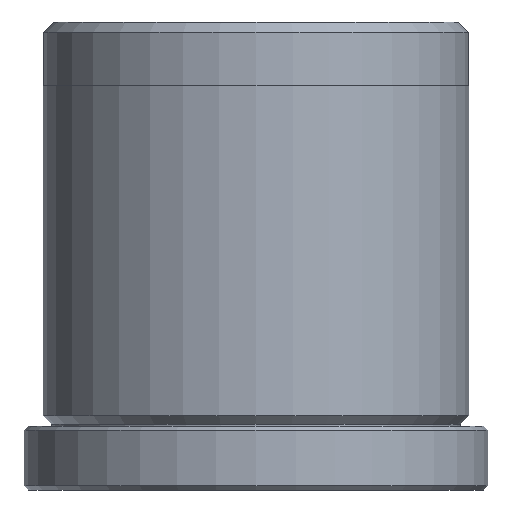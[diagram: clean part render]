
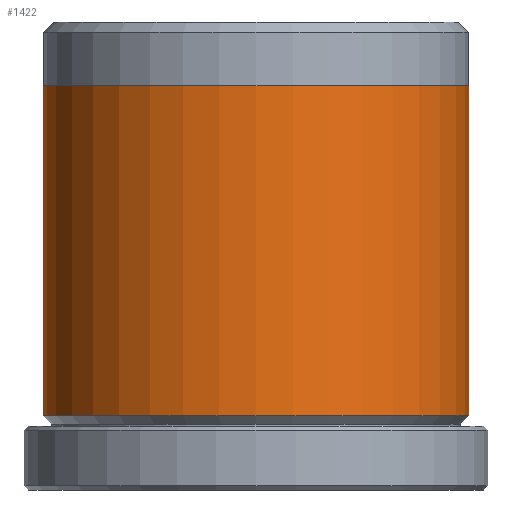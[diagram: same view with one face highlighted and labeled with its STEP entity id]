
A CAD part, front view. The second image highlights one B-rep face of the part: STEP entity #1422.
In plain terms, the highlighted cylindrical face has radius 10 mm (diameter 20 mm), a partial arc.
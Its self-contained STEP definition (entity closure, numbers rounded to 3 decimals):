
#2 = EDGE_CURVE ( 'NONE', #2191, #920, #412, .T. ) ;
#167 = AXIS2_PLACEMENT_3D ( 'NONE', #2424, #2049, #744 ) ;
#185 = VERTEX_POINT ( 'NONE', #1781 ) ;
#219 = DIRECTION ( 'NONE',  ( 0., 0., -1. ) ) ;
#355 = DIRECTION ( 'NONE',  ( 0., 0., -1. ) ) ;
#409 = CARTESIAN_POINT ( 'NONE',  ( 10., 0., 3.5 ) ) ;
#412 = LINE ( 'NONE', #1556, #2507 ) ;
#416 = DIRECTION ( 'NONE',  ( 0., 0., -1. ) ) ;
#432 = EDGE_LOOP ( 'NONE', ( #2423, #2290, #666, #1128 ) ) ;
#597 = EDGE_CURVE ( 'NONE', #185, #2191, #1794, .T. ) ;
#666 = ORIENTED_EDGE ( 'NONE', *, *, #1876, .T. ) ;
#718 = CIRCLE ( 'NONE', #1862, 10. ) ;
#744 = DIRECTION ( 'NONE',  ( 1., 0., 0. ) ) ;
#920 = VERTEX_POINT ( 'NONE', #409 ) ;
#948 = CARTESIAN_POINT ( 'NONE',  ( -10., 0., 3.5 ) ) ;
#985 = DIRECTION ( 'NONE',  ( -1., 0., 0. ) ) ;
#1078 = DIRECTION ( 'NONE',  ( 0., 0., -1. ) ) ;
#1128 = ORIENTED_EDGE ( 'NONE', *, *, #2100, .F. ) ;
#1135 = CARTESIAN_POINT ( 'NONE',  ( 0., 0., 22. ) ) ;
#1168 = AXIS2_PLACEMENT_3D ( 'NONE', #1135, #1078, #1512 ) ;
#1216 = CARTESIAN_POINT ( 'NONE',  ( 0., 0., 3.5 ) ) ;
#1290 = CYLINDRICAL_SURFACE ( 'NONE', #1168, 10. ) ;
#1422 = ADVANCED_FACE ( 'NONE', ( #2390 ), #1290, .T. ) ;
#1425 = VERTEX_POINT ( 'NONE', #948 ) ;
#1512 = DIRECTION ( 'NONE',  ( -1., 0., 0. ) ) ;
#1556 = CARTESIAN_POINT ( 'NONE',  ( 10., 0., 22. ) ) ;
#1714 = LINE ( 'NONE', #2583, #2387 ) ;
#1781 = CARTESIAN_POINT ( 'NONE',  ( -10., 0., 19. ) ) ;
#1794 = CIRCLE ( 'NONE', #167, 10. ) ;
#1842 = CARTESIAN_POINT ( 'NONE',  ( 10., 0., 19. ) ) ;
#1862 = AXIS2_PLACEMENT_3D ( 'NONE', #1216, #416, #985 ) ;
#1876 = EDGE_CURVE ( 'NONE', #185, #1425, #1714, .T. ) ;
#2049 = DIRECTION ( 'NONE',  ( 0., 0., 1. ) ) ;
#2100 = EDGE_CURVE ( 'NONE', #920, #1425, #718, .T. ) ;
#2191 = VERTEX_POINT ( 'NONE', #1842 ) ;
#2290 = ORIENTED_EDGE ( 'NONE', *, *, #597, .F. ) ;
#2387 = VECTOR ( 'NONE', #219, 1000. ) ;
#2390 = FACE_OUTER_BOUND ( 'NONE', #432, .T. ) ;
#2423 = ORIENTED_EDGE ( 'NONE', *, *, #2, .F. ) ;
#2424 = CARTESIAN_POINT ( 'NONE',  ( 0., 0., 19. ) ) ;
#2507 = VECTOR ( 'NONE', #355, 1000. ) ;
#2583 = CARTESIAN_POINT ( 'NONE',  ( -10., 0., 22. ) ) ;
